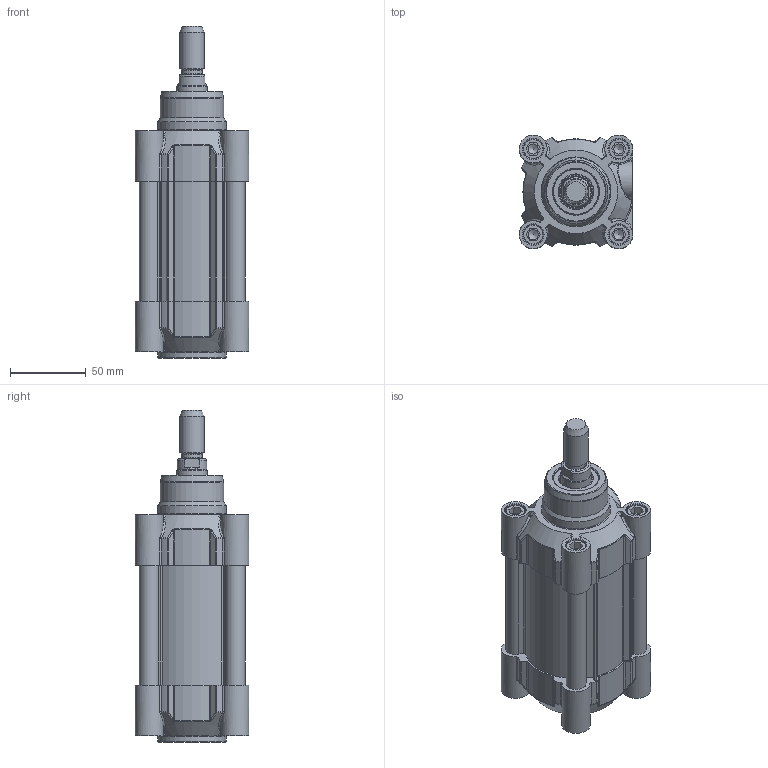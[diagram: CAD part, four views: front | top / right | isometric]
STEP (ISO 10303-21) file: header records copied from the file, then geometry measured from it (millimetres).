
FILE_DESCRIPTION((''),'2;1');
FILE_NAME('C-H-063-0025.stp','',(''),(''),'','','');
FILE_SCHEMA(('AUTOMOTIVE_DESIGN { 1 0 10303 214 1 1 1 1 }'));
Length unit declared in the file: millimetre
Products named in the file (5): C-H-063-0025; TP; TA; STELO-025; CORPO-025
Assembly tree (4 placements, depth 2):
  C-H-063-0025
    TP
    TA
    STELO-025
    CORPO-025
Bounding box: 75 x 75 x 219 mm (x, y, z)
Volume: 407253.8 mm3; surface area: 151577.1 mm2
Topology: 4 solids, 27 shells, 1145 faces, 2647 edges, 1626 vertices
Faces by surface type: plane 346, bspline 282, cylinder 223, torus 108, cone 106, sphere 74, revolution 6
Full cylindrical faces by diameter (mm): 3 x2, 3.4 x2, 4.8 x2, 5.25 x2, 6.647 x8, 7.4 x4, 8 x8, 8.3 x12, 9.8 x4, 9.9 x2, 10 x6, 12 x3, 13 x8, 13.3 x8, 13.5 x1, 14.95 x2, 16 x1, 19.5 x1, 20 x1, 20.8 x1, 20.847 x1, 24 x1, 26 x2, 30 x3, 42 x1, 45 x2, 63 x1
Entity records: 36877 total; most frequent: CARTESIAN_POINT 12035, ORIENTED_EDGE 4742, DIRECTION 4484, EDGE_CURVE 2371, AXIS2_PLACEMENT_3D 1799, VERTEX_POINT 1571, EDGE_LOOP 1484, STYLED_ITEM 1149
